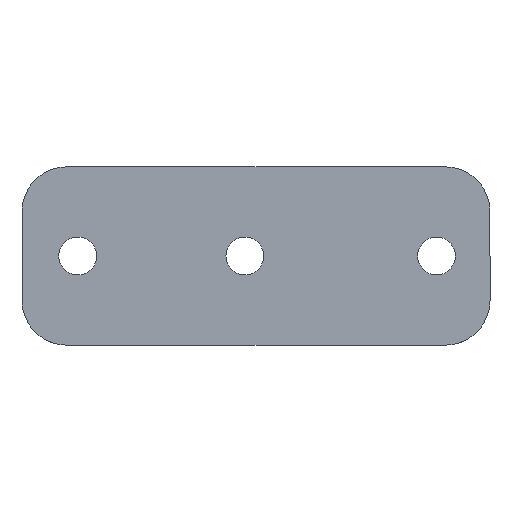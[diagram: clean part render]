
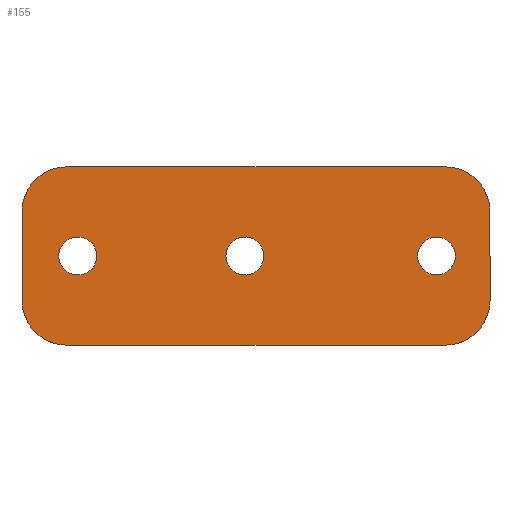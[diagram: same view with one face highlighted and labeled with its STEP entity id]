
A CAD part, top view. The second image highlights one B-rep face of the part: STEP entity #155.
In plain terms, the highlighted planar face has unit normal (0, 0, 1).
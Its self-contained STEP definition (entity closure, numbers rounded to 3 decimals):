
#1 = CIRCLE ( 'NONE', #531, 4.25 ) ;
#4 = PLANE ( 'NONE',  #372 ) ;
#6 = EDGE_CURVE ( 'NONE', #55, #164, #191, .T. ) ;
#7 = ORIENTED_EDGE ( 'NONE', *, *, #230, .T. ) ;
#17 = CIRCLE ( 'NONE', #479, 10. ) ;
#27 = ORIENTED_EDGE ( 'NONE', *, *, #194, .T. ) ;
#29 = CARTESIAN_POINT ( 'NONE',  ( 12.5, 20., 4. ) ) ;
#30 = EDGE_CURVE ( 'NONE', #210, #469, #62, .T. ) ;
#35 = EDGE_CURVE ( 'NONE', #436, #312, #69, .T. ) ;
#37 = CARTESIAN_POINT ( 'NONE',  ( 50., 20., 4. ) ) ;
#38 = LINE ( 'NONE', #222, #45 ) ;
#39 = ORIENTED_EDGE ( 'NONE', *, *, #177, .T. ) ;
#45 = VECTOR ( 'NONE', #176, 1000. ) ;
#49 = DIRECTION ( 'NONE',  ( -1., 0., 0. ) ) ;
#51 = LINE ( 'NONE', #294, #133 ) ;
#53 = DIRECTION ( 'NONE',  ( 0., 0., 1. ) ) ;
#55 = VERTEX_POINT ( 'NONE', #290 ) ;
#62 = CIRCLE ( 'NONE', #555, 4.25 ) ;
#65 = CARTESIAN_POINT ( 'NONE',  ( 105., 30., 4. ) ) ;
#69 = LINE ( 'NONE', #375, #527 ) ;
#73 = DIRECTION ( 'NONE',  ( 1., 0., 0. ) ) ;
#77 = DIRECTION ( 'NONE',  ( 0., 0., 1. ) ) ;
#83 = ORIENTED_EDGE ( 'NONE', *, *, #6, .F. ) ;
#84 = CARTESIAN_POINT ( 'NONE',  ( 97.25, 20., 4. ) ) ;
#98 = EDGE_LOOP ( 'NONE', ( #500, #476 ) ) ;
#102 = CIRCLE ( 'NONE', #123, 10. ) ;
#106 = VERTEX_POINT ( 'NONE', #180 ) ;
#107 = EDGE_CURVE ( 'NONE', #469, #210, #237, .T. ) ;
#109 = ORIENTED_EDGE ( 'NONE', *, *, #387, .T. ) ;
#117 = DIRECTION ( 'NONE',  ( -1., 0., 0. ) ) ;
#120 = EDGE_CURVE ( 'NONE', #324, #106, #38, .T. ) ;
#121 = DIRECTION ( 'NONE',  ( 1., 0., 0. ) ) ;
#123 = AXIS2_PLACEMENT_3D ( 'NONE', #291, #172, #343 ) ;
#124 = CARTESIAN_POINT ( 'NONE',  ( 0., 30., 4. ) ) ;
#130 = CARTESIAN_POINT ( 'NONE',  ( 0., 10., 4. ) ) ;
#131 = DIRECTION ( 'NONE',  ( 1., 0., 0. ) ) ;
#133 = VECTOR ( 'NONE', #147, 1000. ) ;
#136 = VERTEX_POINT ( 'NONE', #530 ) ;
#137 = CARTESIAN_POINT ( 'NONE',  ( 105., 10., 4. ) ) ;
#139 = DIRECTION ( 'NONE',  ( 0., 0., 1. ) ) ;
#141 = CARTESIAN_POINT ( 'NONE',  ( 16.75, 20., 4. ) ) ;
#142 = LINE ( 'NONE', #509, #330 ) ;
#143 = AXIS2_PLACEMENT_3D ( 'NONE', #418, #423, #318 ) ;
#146 = DIRECTION ( 'NONE',  ( 1., 0., 0. ) ) ;
#147 = DIRECTION ( 'NONE',  ( 0., -1., 0. ) ) ;
#150 = FACE_BOUND ( 'NONE', #517, .T. ) ;
#152 = EDGE_LOOP ( 'NONE', ( #349, #305 ) ) ;
#155 = ADVANCED_FACE ( 'NONE', ( #199, #366, #150, #273 ), #4, .F. ) ;
#164 = VERTEX_POINT ( 'NONE', #141 ) ;
#166 = ORIENTED_EDGE ( 'NONE', *, *, #274, .F. ) ;
#172 = DIRECTION ( 'NONE',  ( 0., 0., 1. ) ) ;
#174 = AXIS2_PLACEMENT_3D ( 'NONE', #37, #207, #213 ) ;
#176 = DIRECTION ( 'NONE',  ( 1., 0., 0. ) ) ;
#177 = EDGE_CURVE ( 'NONE', #312, #181, #340, .T. ) ;
#180 = CARTESIAN_POINT ( 'NONE',  ( 95., 0., 4. ) ) ;
#181 = VERTEX_POINT ( 'NONE', #532 ) ;
#182 = CARTESIAN_POINT ( 'NONE',  ( 95., 30., 4. ) ) ;
#188 = DIRECTION ( 'NONE',  ( 1., 0., 0. ) ) ;
#191 = CIRCLE ( 'NONE', #246, 4.25 ) ;
#194 = EDGE_CURVE ( 'NONE', #136, #355, #17, .T. ) ;
#199 = FACE_BOUND ( 'NONE', #152, .T. ) ;
#201 = VERTEX_POINT ( 'NONE', #493 ) ;
#207 = DIRECTION ( 'NONE',  ( 0., 0., 1. ) ) ;
#210 = VERTEX_POINT ( 'NONE', #306 ) ;
#213 = DIRECTION ( 'NONE',  ( 1., 0., 0. ) ) ;
#217 = DIRECTION ( 'NONE',  ( 0., 0., -1. ) ) ;
#219 = DIRECTION ( 'NONE',  ( 0., 0., 1. ) ) ;
#222 = CARTESIAN_POINT ( 'NONE',  ( 10., 0., 4. ) ) ;
#230 = EDGE_CURVE ( 'NONE', #451, #324, #310, .T. ) ;
#231 = VERTEX_POINT ( 'NONE', #407 ) ;
#233 = AXIS2_PLACEMENT_3D ( 'NONE', #258, #139, #146 ) ;
#237 = CIRCLE ( 'NONE', #233, 4.25 ) ;
#242 = CARTESIAN_POINT ( 'NONE',  ( 10., 0., 4. ) ) ;
#246 = AXIS2_PLACEMENT_3D ( 'NONE', #521, #254, #73 ) ;
#254 = DIRECTION ( 'NONE',  ( 0., 0., 1. ) ) ;
#256 = EDGE_LOOP ( 'NONE', ( #7, #553, #109, #368, #39, #402, #27, #357 ) ) ;
#258 = CARTESIAN_POINT ( 'NONE',  ( 93., 20., 4. ) ) ;
#273 = FACE_OUTER_BOUND ( 'NONE', #256, .T. ) ;
#274 = EDGE_CURVE ( 'NONE', #164, #55, #1, .T. ) ;
#287 = EDGE_CURVE ( 'NONE', #231, #201, #339, .T. ) ;
#290 = CARTESIAN_POINT ( 'NONE',  ( 8.25, 20., 4. ) ) ;
#291 = CARTESIAN_POINT ( 'NONE',  ( 95., 10., 4. ) ) ;
#294 = CARTESIAN_POINT ( 'NONE',  ( 0., 10., 4. ) ) ;
#298 = CARTESIAN_POINT ( 'NONE',  ( 10., 10., 4. ) ) ;
#299 = DIRECTION ( 'NONE',  ( 1., 0., 0. ) ) ;
#304 = DIRECTION ( 'NONE',  ( 0., 0., 1. ) ) ;
#305 = ORIENTED_EDGE ( 'NONE', *, *, #30, .F. ) ;
#306 = CARTESIAN_POINT ( 'NONE',  ( 88.75, 20., 4. ) ) ;
#310 = CIRCLE ( 'NONE', #502, 10. ) ;
#312 = VERTEX_POINT ( 'NONE', #65 ) ;
#317 = EDGE_CURVE ( 'NONE', #181, #136, #142, .T. ) ;
#318 = DIRECTION ( 'NONE',  ( 1., 0., 0. ) ) ;
#324 = VERTEX_POINT ( 'NONE', #242 ) ;
#330 = VECTOR ( 'NONE', #117, 1000. ) ;
#339 = CIRCLE ( 'NONE', #143, 4.25 ) ;
#340 = CIRCLE ( 'NONE', #466, 10. ) ;
#343 = DIRECTION ( 'NONE',  ( -1., 0., 0. ) ) ;
#348 = CARTESIAN_POINT ( 'NONE',  ( 10., 30., 4. ) ) ;
#349 = ORIENTED_EDGE ( 'NONE', *, *, #107, .F. ) ;
#352 = DIRECTION ( 'NONE',  ( -1., 0., 0. ) ) ;
#355 = VERTEX_POINT ( 'NONE', #124 ) ;
#357 = ORIENTED_EDGE ( 'NONE', *, *, #511, .T. ) ;
#366 = FACE_BOUND ( 'NONE', #98, .T. ) ;
#368 = ORIENTED_EDGE ( 'NONE', *, *, #35, .T. ) ;
#372 = AXIS2_PLACEMENT_3D ( 'NONE', #298, #217, #49 ) ;
#375 = CARTESIAN_POINT ( 'NONE',  ( 105., 10., 4. ) ) ;
#387 = EDGE_CURVE ( 'NONE', #106, #436, #102, .T. ) ;
#402 = ORIENTED_EDGE ( 'NONE', *, *, #317, .T. ) ;
#406 = CARTESIAN_POINT ( 'NONE',  ( 10., 10., 4. ) ) ;
#407 = CARTESIAN_POINT ( 'NONE',  ( 45.75, 20., 4. ) ) ;
#418 = CARTESIAN_POINT ( 'NONE',  ( 50., 20., 4. ) ) ;
#423 = DIRECTION ( 'NONE',  ( 0., 0., 1. ) ) ;
#424 = EDGE_CURVE ( 'NONE', #201, #231, #468, .T. ) ;
#428 = DIRECTION ( 'NONE',  ( 0., 1., 0. ) ) ;
#436 = VERTEX_POINT ( 'NONE', #137 ) ;
#451 = VERTEX_POINT ( 'NONE', #130 ) ;
#466 = AXIS2_PLACEMENT_3D ( 'NONE', #182, #219, #299 ) ;
#468 = CIRCLE ( 'NONE', #174, 4.25 ) ;
#469 = VERTEX_POINT ( 'NONE', #84 ) ;
#476 = ORIENTED_EDGE ( 'NONE', *, *, #287, .F. ) ;
#479 = AXIS2_PLACEMENT_3D ( 'NONE', #348, #304, #188 ) ;
#493 = CARTESIAN_POINT ( 'NONE',  ( 54.25, 20., 4. ) ) ;
#500 = ORIENTED_EDGE ( 'NONE', *, *, #424, .F. ) ;
#502 = AXIS2_PLACEMENT_3D ( 'NONE', #406, #53, #352 ) ;
#503 = DIRECTION ( 'NONE',  ( 0., 0., 1. ) ) ;
#509 = CARTESIAN_POINT ( 'NONE',  ( 10., 40., 4. ) ) ;
#511 = EDGE_CURVE ( 'NONE', #355, #451, #51, .T. ) ;
#517 = EDGE_LOOP ( 'NONE', ( #166, #83 ) ) ;
#521 = CARTESIAN_POINT ( 'NONE',  ( 12.5, 20., 4. ) ) ;
#527 = VECTOR ( 'NONE', #428, 1000. ) ;
#530 = CARTESIAN_POINT ( 'NONE',  ( 10., 40., 4. ) ) ;
#531 = AXIS2_PLACEMENT_3D ( 'NONE', #29, #503, #121 ) ;
#532 = CARTESIAN_POINT ( 'NONE',  ( 95., 40., 4. ) ) ;
#553 = ORIENTED_EDGE ( 'NONE', *, *, #120, .T. ) ;
#555 = AXIS2_PLACEMENT_3D ( 'NONE', #563, #77, #131 ) ;
#563 = CARTESIAN_POINT ( 'NONE',  ( 93., 20., 4. ) ) ;
